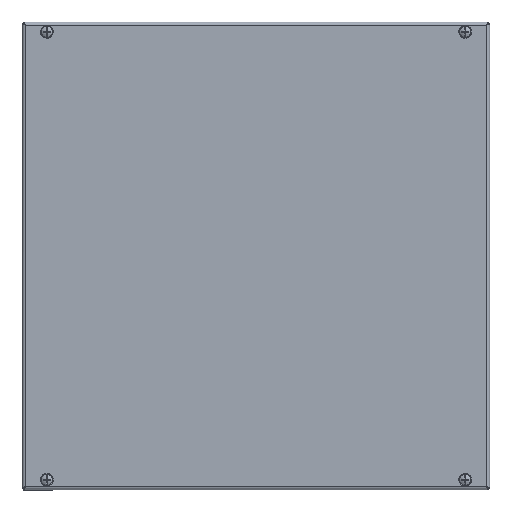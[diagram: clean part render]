
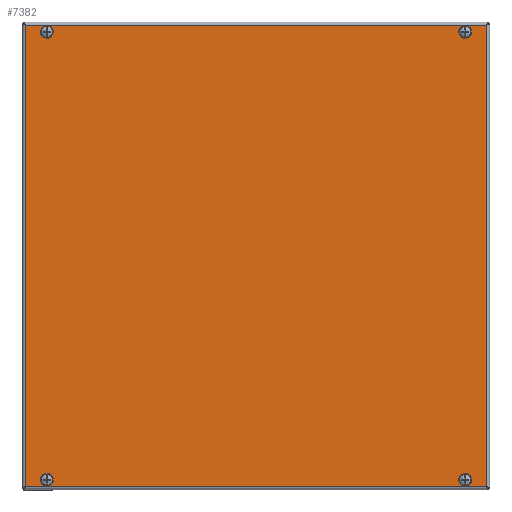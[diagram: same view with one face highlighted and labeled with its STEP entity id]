
A CAD part, top view. The second image highlights one B-rep face of the part: STEP entity #7382.
In plain terms, the highlighted face is planar.
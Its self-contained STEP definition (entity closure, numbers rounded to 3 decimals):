
#516=LINE('',#10904,#1051);
#517=LINE('',#10906,#1052);
#518=LINE('',#10908,#1053);
#519=LINE('',#10909,#1054);
#1051=VECTOR('',#8746,1000.);
#1052=VECTOR('',#8747,1000.);
#1053=VECTOR('',#8748,1000.);
#1054=VECTOR('',#8749,1000.);
#1583=PLANE('',#7911);
#1780=FACE_BOUND('',#2456,.T.);
#1781=FACE_BOUND('',#2457,.T.);
#1782=FACE_BOUND('',#2458,.T.);
#1783=FACE_BOUND('',#2459,.T.);
#1939=FACE_OUTER_BOUND('',#2455,.T.);
#2455=EDGE_LOOP('',(#5125,#5126,#5127,#5128));
#2456=EDGE_LOOP('',(#5129));
#2457=EDGE_LOOP('',(#5130));
#2458=EDGE_LOOP('',(#5131));
#2459=EDGE_LOOP('',(#5132));
#3113=CIRCLE('',#7900,4.);
#3115=CIRCLE('',#7903,4.);
#3117=CIRCLE('',#7906,4.);
#3119=CIRCLE('',#7909,4.);
#3426=VERTEX_POINT('',#10875);
#3428=VERTEX_POINT('',#10880);
#3430=VERTEX_POINT('',#10885);
#3432=VERTEX_POINT('',#10890);
#3437=VERTEX_POINT('',#10902);
#3438=VERTEX_POINT('',#10903);
#3439=VERTEX_POINT('',#10905);
#3440=VERTEX_POINT('',#10907);
#4069=EDGE_CURVE('',#3426,#3426,#3113,.T.);
#4071=EDGE_CURVE('',#3428,#3428,#3115,.T.);
#4073=EDGE_CURVE('',#3430,#3430,#3117,.T.);
#4075=EDGE_CURVE('',#3432,#3432,#3119,.T.);
#4080=EDGE_CURVE('',#3437,#3438,#516,.T.);
#4081=EDGE_CURVE('',#3438,#3439,#517,.T.);
#4082=EDGE_CURVE('',#3439,#3440,#518,.T.);
#4083=EDGE_CURVE('',#3440,#3437,#519,.T.);
#5125=ORIENTED_EDGE('',*,*,#4080,.T.);
#5126=ORIENTED_EDGE('',*,*,#4081,.T.);
#5127=ORIENTED_EDGE('',*,*,#4082,.T.);
#5128=ORIENTED_EDGE('',*,*,#4083,.T.);
#5129=ORIENTED_EDGE('',*,*,#4069,.F.);
#5130=ORIENTED_EDGE('',*,*,#4071,.F.);
#5131=ORIENTED_EDGE('',*,*,#4073,.F.);
#5132=ORIENTED_EDGE('',*,*,#4075,.F.);
#7382=ADVANCED_FACE('',(#1939,#1780,#1781,#1782,#1783),#1583,.F.);
#7900=AXIS2_PLACEMENT_3D('',#10876,#8718,#8719);
#7903=AXIS2_PLACEMENT_3D('',#10881,#8724,#8725);
#7906=AXIS2_PLACEMENT_3D('',#10886,#8730,#8731);
#7909=AXIS2_PLACEMENT_3D('',#10891,#8736,#8737);
#7911=AXIS2_PLACEMENT_3D('',#10901,#8744,#8745);
#8718=DIRECTION('center_axis',(0.,0.,-1.));
#8719=DIRECTION('ref_axis',(1.,0.,0.));
#8724=DIRECTION('center_axis',(0.,0.,-1.));
#8725=DIRECTION('ref_axis',(-1.,0.,0.));
#8730=DIRECTION('center_axis',(0.,0.,-1.));
#8731=DIRECTION('ref_axis',(1.,0.,0.));
#8736=DIRECTION('center_axis',(0.,0.,-1.));
#8737=DIRECTION('ref_axis',(-1.,0.,0.));
#8744=DIRECTION('center_axis',(0.,0.,1.));
#8745=DIRECTION('ref_axis',(1.,0.,0.));
#8746=DIRECTION('',(-1.,0.,0.));
#8747=DIRECTION('',(0.,1.,0.));
#8748=DIRECTION('',(1.,0.,0.));
#8749=DIRECTION('',(0.,-1.,0.));
#10875=CARTESIAN_POINT('',(166.,-182.,0.));
#10876=CARTESIAN_POINT('Origin',(170.,-182.,0.));
#10880=CARTESIAN_POINT('',(-174.,-182.,0.));
#10881=CARTESIAN_POINT('Origin',(-170.,-182.,0.));
#10885=CARTESIAN_POINT('',(-174.,182.,0.));
#10886=CARTESIAN_POINT('Origin',(-170.,182.,0.));
#10890=CARTESIAN_POINT('',(166.,182.,0.));
#10891=CARTESIAN_POINT('Origin',(170.,182.,0.));
#10901=CARTESIAN_POINT('Origin',(-190.,190.,0.));
#10902=CARTESIAN_POINT('',(187.5,-187.5,0.));
#10903=CARTESIAN_POINT('',(-187.5,-187.5,0.));
#10904=CARTESIAN_POINT('',(188.743,-187.5,0.));
#10905=CARTESIAN_POINT('',(-187.5,187.5,0.));
#10906=CARTESIAN_POINT('',(-187.5,-188.743,0.));
#10907=CARTESIAN_POINT('',(187.5,187.5,0.));
#10908=CARTESIAN_POINT('',(-188.743,187.5,0.));
#10909=CARTESIAN_POINT('',(187.5,188.743,0.));
